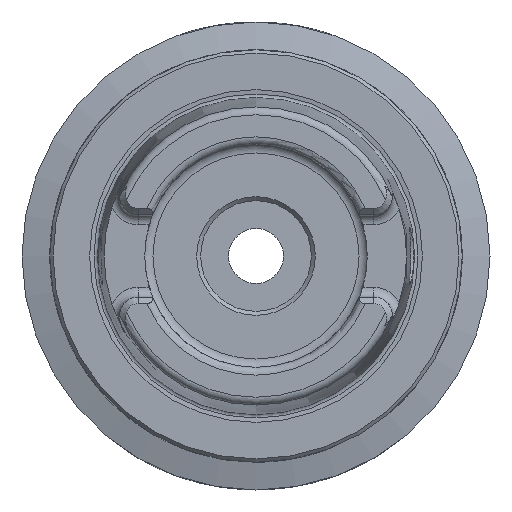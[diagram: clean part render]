
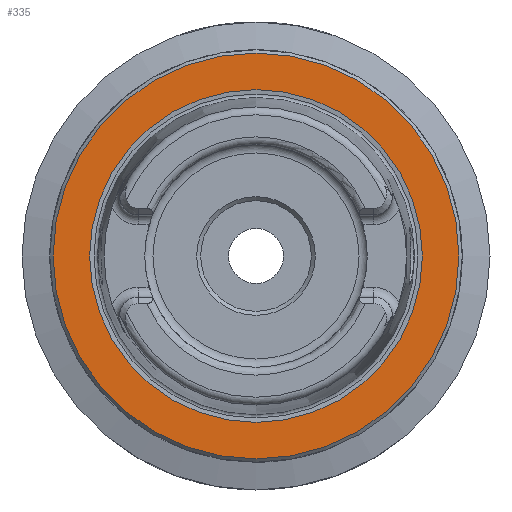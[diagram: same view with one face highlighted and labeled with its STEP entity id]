
A CAD part, left-side view. The second image highlights one B-rep face of the part: STEP entity #335.
In plain terms, the highlighted planar face has unit normal (-1, 0, 0).
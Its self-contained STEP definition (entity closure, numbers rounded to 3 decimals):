
#335 = ADVANCED_FACE( '', ( #754, #755 ), #756, .T. );
#754 = FACE_OUTER_BOUND( '', #1231, .T. );
#755 = FACE_BOUND( '', #1232, .T. );
#756 = PLANE( '', #1233 );
#1231 = EDGE_LOOP( '', ( #2127 ) );
#1232 = EDGE_LOOP( '', ( #2128 ) );
#1233 = AXIS2_PLACEMENT_3D( '', #2129, #2130, #2131 );
#2127 = ORIENTED_EDGE( '', *, *, #2590, .T. );
#2128 = ORIENTED_EDGE( '', *, *, #2700, .F. );
#2129 = CARTESIAN_POINT( '', ( 0., 0., 31. ) );
#2130 = DIRECTION( '', ( -1., 0., 0. ) );
#2131 = DIRECTION( '', ( 0., 0., 1. ) );
#2590 = EDGE_CURVE( '', #3060, #3060, #3061, .T. );
#2700 = EDGE_CURVE( '', #3241, #3241, #3242, .T. );
#3060 = VERTEX_POINT( '', #3811 );
#3061 = CIRCLE( '', #3812, 31. );
#3241 = VERTEX_POINT( '', #4626 );
#3242 = CIRCLE( '', #4627, 25.418 );
#3811 = CARTESIAN_POINT( '', ( 0., 0., 31. ) );
#3812 = AXIS2_PLACEMENT_3D( '', #5908, #5909, #5910 );
#4626 = CARTESIAN_POINT( '', ( 0., 0., 25.418 ) );
#4627 = AXIS2_PLACEMENT_3D( '', #6026, #6027, #6028 );
#5908 = CARTESIAN_POINT( '', ( 0., 0., 0. ) );
#5909 = DIRECTION( '', ( -1., 0., 0. ) );
#5910 = DIRECTION( '', ( 0., 0., 1. ) );
#6026 = CARTESIAN_POINT( '', ( 0., 0., 0. ) );
#6027 = DIRECTION( '', ( -1., 0., 0. ) );
#6028 = DIRECTION( '', ( 0., 0., 1. ) );
